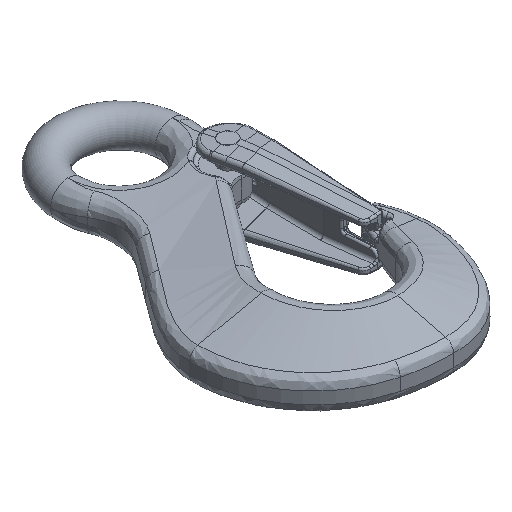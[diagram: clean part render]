
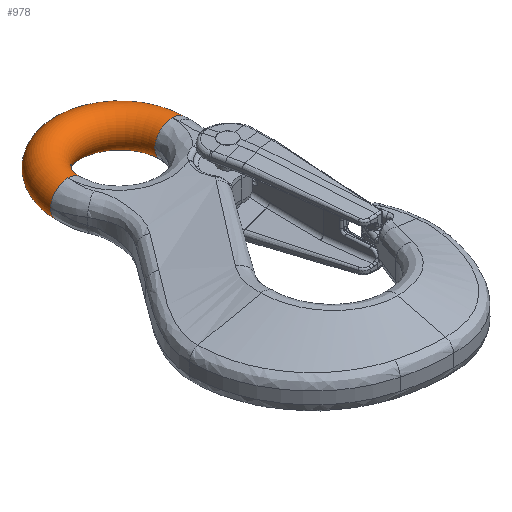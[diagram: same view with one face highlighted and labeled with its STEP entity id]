
A CAD part, isometric view. The second image highlights one B-rep face of the part: STEP entity #978.
In plain terms, the highlighted toroidal (fillet/blend) face has major radius 15 mm and minor radius 5 mm.
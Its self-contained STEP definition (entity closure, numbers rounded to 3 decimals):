
#47=TOROIDAL_SURFACE('',#5418,15.,5.);
#52=FACE_BOUND('',#1817,.T.);
#53=FACE_BOUND('',#1818,.T.);
#978=ADVANCED_FACE('',(#52,#53),#47,.T.);
#1817=EDGE_LOOP('',(#2525,#2526,#2527,#2528));
#1818=EDGE_LOOP('',(#2529,#2530,#2531,#2532));
#2211=B_SPLINE_CURVE_WITH_KNOTS('',3,(#9984,#9985,#9986,#9987,#9988,#9989),
.UNSPECIFIED.,.F.,.F.,(4,2,4),(0.,0.5,1.),.UNSPECIFIED.);
#2212=B_SPLINE_CURVE_WITH_KNOTS('',3,(#9990,#9991,#9992,#9993,#9994,#9995),
.UNSPECIFIED.,.F.,.F.,(4,2,4),(0.,0.5,1.),.UNSPECIFIED.);
#2213=B_SPLINE_CURVE_WITH_KNOTS('',3,(#9997,#9998,#9999,#10000,#10001,#10002,
#10003,#10004,#10005,#10006,#10007,#10008,#10009,#10010,#10011,#10012,#10013,
#10014),.UNSPECIFIED.,.F.,.F.,(4,2,2,2,2,2,2,2,4),(0.,0.25,
0.375,0.5,0.531,0.563,
0.625,0.75,1.),.UNSPECIFIED.);
#2214=B_SPLINE_CURVE_WITH_KNOTS('',3,(#10015,#10016,#10017,#10018,#10019,
#10020),.UNSPECIFIED.,.F.,.F.,(4,2,4),(0.,0.5,1.),.UNSPECIFIED.);
#2215=B_SPLINE_CURVE_WITH_KNOTS('',3,(#10021,#10022,#10023,#10024,#10025,
#10026),.UNSPECIFIED.,.F.,.F.,(4,2,4),(0.,0.5,1.),.UNSPECIFIED.);
#2216=B_SPLINE_CURVE_WITH_KNOTS('',3,(#10031,#10032,#10033,#10034,#10035,
#10036),.UNSPECIFIED.,.F.,.F.,(4,2,4),(0.,0.5,1.),.UNSPECIFIED.);
#2217=B_SPLINE_CURVE_WITH_KNOTS('',3,(#10038,#10039,#10040,#10041,#10042,
#10043),.UNSPECIFIED.,.F.,.F.,(4,2,4),(0.,0.5,1.),.UNSPECIFIED.);
#2525=ORIENTED_EDGE('',*,*,#4608,.T.);
#2526=ORIENTED_EDGE('',*,*,#4609,.F.);
#2527=ORIENTED_EDGE('',*,*,#4610,.T.);
#2528=ORIENTED_EDGE('',*,*,#4611,.F.);
#2529=ORIENTED_EDGE('',*,*,#4612,.T.);
#2530=ORIENTED_EDGE('',*,*,#4613,.F.);
#2531=ORIENTED_EDGE('',*,*,#4614,.F.);
#2532=ORIENTED_EDGE('',*,*,#4615,.T.);
#4023=VERTEX_POINT('',#7032);
#4034=VERTEX_POINT('',#7802);
#4047=VERTEX_POINT('',#8635);
#4077=VERTEX_POINT('',#8829);
#4083=VERTEX_POINT('',#8911);
#4103=VERTEX_POINT('',#9996);
#4104=VERTEX_POINT('',#10027);
#4105=VERTEX_POINT('',#10037);
#4608=EDGE_CURVE('',#4034,#4083,#2211,.T.);
#4609=EDGE_CURVE('',#4103,#4083,#2212,.T.);
#4610=EDGE_CURVE('',#4103,#4077,#2213,.T.);
#4611=EDGE_CURVE('',#4034,#4077,#2214,.T.);
#4612=EDGE_CURVE('',#4104,#4047,#2215,.T.);
#4613=EDGE_CURVE('',#4023,#4047,#5324,.T.);
#4614=EDGE_CURVE('',#4105,#4023,#2216,.T.);
#4615=EDGE_CURVE('',#4105,#4104,#2217,.T.);
#5324=(
BOUNDED_CURVE()
B_SPLINE_CURVE(2,(#10028,#10029,#10030),.UNSPECIFIED.,.F.,.F.)
B_SPLINE_CURVE_WITH_KNOTS((3,3),(0.,1.),.UNSPECIFIED.)
CURVE()
GEOMETRIC_REPRESENTATION_ITEM()
RATIONAL_B_SPLINE_CURVE((1.,0.707,1.))
REPRESENTATION_ITEM('')
);
#5418=AXIS2_PLACEMENT_3D('',#10044,#5919,#5920);
#5919=DIRECTION('',(0.,0.,1.));
#5920=DIRECTION('',(1.,0.,0.));
#7032=CARTESIAN_POINT('',(-15.,60.,5.));
#7802=CARTESIAN_POINT('',(15.,60.,5.));
#8635=CARTESIAN_POINT('',(-20.,60.001,0.));
#8829=CARTESIAN_POINT('',(10.,59.998,0.));
#8911=CARTESIAN_POINT('',(20.,59.996,0.));
#9984=CARTESIAN_POINT('',(15.,60.,5.));
#9985=CARTESIAN_POINT('',(16.309,59.999,5.));
#9986=CARTESIAN_POINT('',(17.61,59.999,4.461));
#9987=CARTESIAN_POINT('',(19.461,59.997,2.61));
#9988=CARTESIAN_POINT('',(20.,59.997,1.309));
#9989=CARTESIAN_POINT('',(20.,59.996,0.));
#9990=CARTESIAN_POINT('',(15.,60.,-5.));
#9991=CARTESIAN_POINT('',(16.179,60.,-5.));
#9992=CARTESIAN_POINT('',(17.559,59.999,-4.512));
#9993=CARTESIAN_POINT('',(19.512,59.998,-2.559));
#9994=CARTESIAN_POINT('',(20.,59.997,-1.179));
#9995=CARTESIAN_POINT('',(20.,59.996,0.));
#9996=CARTESIAN_POINT('',(15.,60.,-5.));
#9997=CARTESIAN_POINT('',(15.,60.,-5.));
#9998=CARTESIAN_POINT('',(14.262,60.,-5.));
#9999=CARTESIAN_POINT('',(13.578,60.,-4.836));
#10000=CARTESIAN_POINT('',(12.702,60.,-4.452));
#10001=CARTESIAN_POINT('',(12.434,60.,-4.302));
#10002=CARTESIAN_POINT('',(11.949,60.,-3.972));
#10003=CARTESIAN_POINT('',(11.761,60.,-3.832));
#10004=CARTESIAN_POINT('',(11.39,60.,-3.461));
#10005=CARTESIAN_POINT('',(11.378,60.,-3.447));
#10006=CARTESIAN_POINT('',(11.291,60.,-3.354));
#10007=CARTESIAN_POINT('',(11.248,60.,-3.305));
#10008=CARTESIAN_POINT('',(11.118,60.,-3.154));
#10009=CARTESIAN_POINT('',(11.032,60.,-3.046));
#10010=CARTESIAN_POINT('',(10.781,59.999,-2.698));
#10011=CARTESIAN_POINT('',(10.621,59.999,-2.435));
#10012=CARTESIAN_POINT('',(10.201,59.999,-1.547));
#10013=CARTESIAN_POINT('',(10.,59.998,-0.819));
#10014=CARTESIAN_POINT('',(10.,59.998,0.));
#10015=CARTESIAN_POINT('',(15.,60.,5.));
#10016=CARTESIAN_POINT('',(13.691,60.,5.));
#10017=CARTESIAN_POINT('',(12.39,60.,4.461));
#10018=CARTESIAN_POINT('',(10.539,59.999,2.61));
#10019=CARTESIAN_POINT('',(10.,59.999,1.309));
#10020=CARTESIAN_POINT('',(10.,59.998,0.));
#10021=CARTESIAN_POINT('',(-15.,60.,-5.));
#10022=CARTESIAN_POINT('',(-16.309,60.,-5.));
#10023=CARTESIAN_POINT('',(-17.61,60.,-4.461));
#10024=CARTESIAN_POINT('',(-19.461,60.001,-2.61));
#10025=CARTESIAN_POINT('',(-20.,60.001,-1.309));
#10026=CARTESIAN_POINT('',(-20.,60.001,0.));
#10027=CARTESIAN_POINT('',(-15.,60.,-5.));
#10028=CARTESIAN_POINT('',(-15.,60.,5.));
#10029=CARTESIAN_POINT('',(-20.,60.,5.));
#10030=CARTESIAN_POINT('',(-20.,60.001,0.));
#10031=CARTESIAN_POINT('',(-10.,60.,0.));
#10032=CARTESIAN_POINT('',(-10.,60.,1.309));
#10033=CARTESIAN_POINT('',(-10.539,60.,2.61));
#10034=CARTESIAN_POINT('',(-12.39,60.,4.461));
#10035=CARTESIAN_POINT('',(-13.691,60.,5.));
#10036=CARTESIAN_POINT('',(-15.,60.,5.));
#10037=CARTESIAN_POINT('',(-10.,60.,0.));
#10038=CARTESIAN_POINT('',(-10.,60.,0.));
#10039=CARTESIAN_POINT('',(-10.,60.,-1.385));
#10040=CARTESIAN_POINT('',(-10.6,60.,-2.711));
#10041=CARTESIAN_POINT('',(-12.493,60.,-4.52));
#10042=CARTESIAN_POINT('',(-13.767,60.,-5.));
#10043=CARTESIAN_POINT('',(-15.,60.,-5.));
#10044=CARTESIAN_POINT('',(0.,60.,0.));
